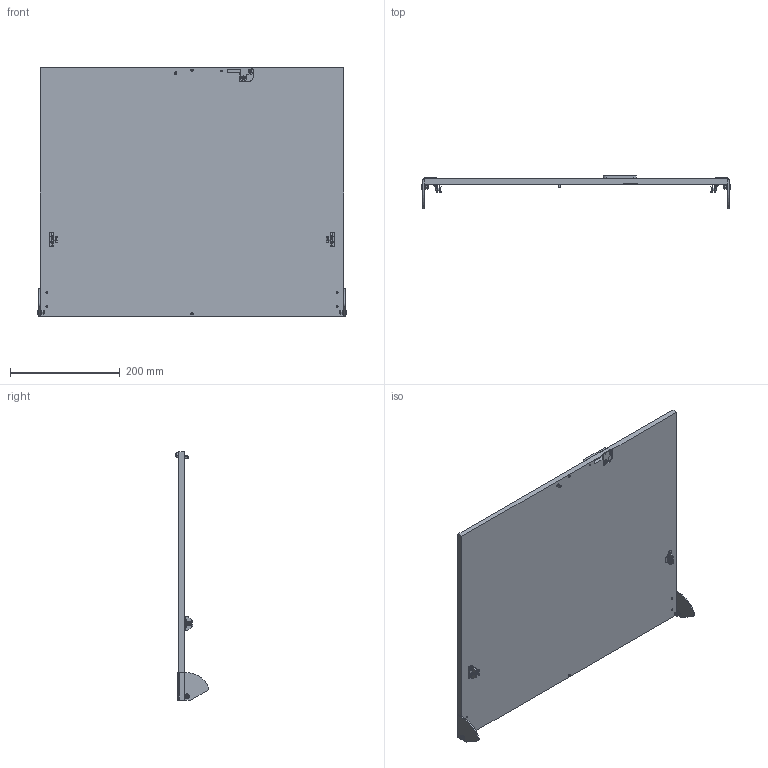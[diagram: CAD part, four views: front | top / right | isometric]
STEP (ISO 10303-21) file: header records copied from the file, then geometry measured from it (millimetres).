
FILE_DESCRIPTION (( 'STEP AP214' ), '1' );
FILE_NAME ('INGUN_115804.STEP', '2023-12-13T09:51:43', ( '' ), ( '' ), 'SwSTEP 2.0', 'SolidWorks 2021', '' );
FILE_SCHEMA (( 'AUTOMOTIVE_DESIGN' ));
Length unit declared in the file: millimetre
Products named in the file (20): DIN985-A2~n_M04,0; 115801~0; 112087~2_S; 115811~0_S; DIN7991~n_M04,0x008 VA; 112176~0_S; 115798~0_S; 115289~0_S; ISO7380~n_M04,0x012; 42751~1_S; DIN125~n_04,3 M04,0; DIN7991~n_M03,0x006; DIN7991~n_M04,0x014 VA; 115593~0_S; 113223~1_S; 111995~2_S; ISO7380~n_M03,0x008; INGUN_115804; 49317~0; 115596~0_S
Assembly tree (32 placements, depth 4):
  INGUN_115804
    115801~0
    115596~0_S
    115593~0_S
    115798~0_S
    113223~1_S  x2
    42751~1_S
    112176~0_S  x2
      112087~2_S
        111995~2_S
        115289~0_S
      49317~0
    115811~0_S
    DIN7991~n_M04,0x008 VA  x4
    DIN7991~n_M03,0x006  x2
    DIN7991~n_M04,0x014 VA  x4
    DIN125~n_04,3 M04,0  x2
    ISO7380~n_M04,0x012  x2
    DIN985-A2~n_M04,0  x2
    ISO7380~n_M03,0x008  x2
Bounding box: 566 x 61.32 x 453 mm (x, y, z)
Volume: 2530478.4 mm3; surface area: 549699.5 mm2
Topology: 32 solids, 32 shells, 867 faces, 2182 edges, 1400 vertices
Faces by surface type: cylinder 494, plane 223, cone 120, torus 18, bspline 12
Entity records: 15379 total; most frequent: DIRECTION 2677, CARTESIAN_POINT 2665, ORIENTED_EDGE 2322, EDGE_CURVE 1161, AXIS2_PLACEMENT_3D 1069, VERTEX_POINT 745, CIRCLE 577, VECTOR 539
